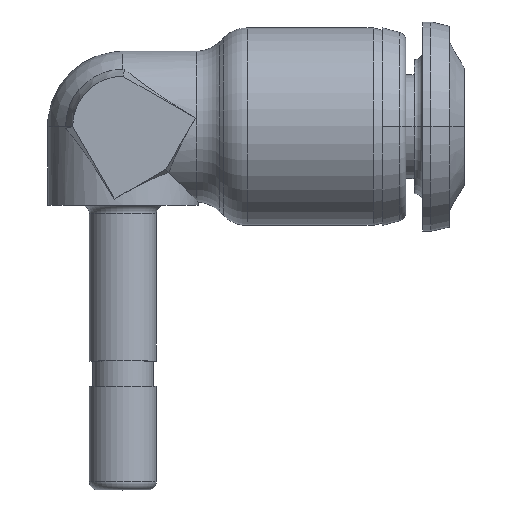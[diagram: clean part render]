
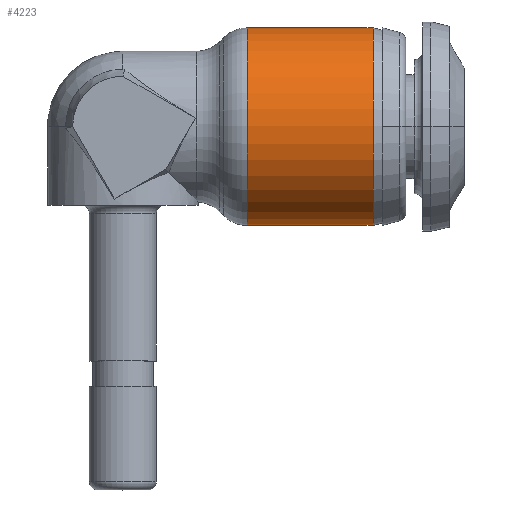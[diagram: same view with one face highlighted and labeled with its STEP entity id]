
A CAD part, top view. The second image highlights one B-rep face of the part: STEP entity #4223.
In plain terms, the highlighted cylindrical face has radius 5.9 mm (diameter 11.8 mm), a partial arc.
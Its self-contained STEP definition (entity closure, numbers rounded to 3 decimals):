
#615 = EDGE_LOOP ( 'NONE', ( #3033, #2591, #4175, #4855 ) ) ;
#701 = LINE ( 'NONE', #2711, #4202 ) ;
#733 = EDGE_CURVE ( 'NONE', #1818, #2178, #3959, .T. ) ;
#771 = CARTESIAN_POINT ( 'NONE',  ( 14.94, 5.9, 0. ) ) ;
#1090 = CARTESIAN_POINT ( 'NONE',  ( 7.428, 0., 0. ) ) ;
#1547 = DIRECTION ( 'NONE',  ( 0., 1., 0. ) ) ;
#1818 = VERTEX_POINT ( 'NONE', #771 ) ;
#2178 = VERTEX_POINT ( 'NONE', #5261 ) ;
#2376 = DIRECTION ( 'NONE',  ( 1., 0., 0. ) ) ;
#2391 = EDGE_CURVE ( 'NONE', #3444, #2178, #3107, .T. ) ;
#2506 = CARTESIAN_POINT ( 'NONE',  ( 14.94, 0., 0. ) ) ;
#2572 = CARTESIAN_POINT ( 'NONE',  ( 15.5, 0., 0. ) ) ;
#2591 = ORIENTED_EDGE ( 'NONE', *, *, #2391, .T. ) ;
#2658 = FACE_OUTER_BOUND ( 'NONE', #615, .T. ) ;
#2711 = CARTESIAN_POINT ( 'NONE',  ( 15.5, 5.9, 0. ) ) ;
#2843 = CARTESIAN_POINT ( 'NONE',  ( 7.428, -5.9, 0. ) ) ;
#2982 = DIRECTION ( 'NONE',  ( 0., 1., 0. ) ) ;
#3019 = CIRCLE ( 'NONE', #4433, 5.9 ) ;
#3033 = ORIENTED_EDGE ( 'NONE', *, *, #3541, .T. ) ;
#3047 = DIRECTION ( 'NONE',  ( 1., 0., 0. ) ) ;
#3107 = LINE ( 'NONE', #5055, #4151 ) ;
#3444 = VERTEX_POINT ( 'NONE', #2843 ) ;
#3541 = EDGE_CURVE ( 'NONE', #3667, #3444, #3019, .T. ) ;
#3612 = AXIS2_PLACEMENT_3D ( 'NONE', #2572, #3047, #5735 ) ;
#3667 = VERTEX_POINT ( 'NONE', #3689 ) ;
#3689 = CARTESIAN_POINT ( 'NONE',  ( 7.428, 5.9, 0. ) ) ;
#3719 = CYLINDRICAL_SURFACE ( 'NONE', #3612, 5.9 ) ;
#3959 = CIRCLE ( 'NONE', #4418, 5.9 ) ;
#4151 = VECTOR ( 'NONE', #5508, 1000. ) ;
#4175 = ORIENTED_EDGE ( 'NONE', *, *, #733, .F. ) ;
#4202 = VECTOR ( 'NONE', #2376, 1000. ) ;
#4223 = ADVANCED_FACE ( 'NONE', ( #2658 ), #3719, .T. ) ;
#4272 = DIRECTION ( 'NONE',  ( 1., 0., 0. ) ) ;
#4418 = AXIS2_PLACEMENT_3D ( 'NONE', #2506, #5669, #2982 ) ;
#4433 = AXIS2_PLACEMENT_3D ( 'NONE', #1090, #4272, #1547 ) ;
#4702 = EDGE_CURVE ( 'NONE', #3667, #1818, #701, .T. ) ;
#4855 = ORIENTED_EDGE ( 'NONE', *, *, #4702, .F. ) ;
#5055 = CARTESIAN_POINT ( 'NONE',  ( 15.5, -5.9, 0. ) ) ;
#5261 = CARTESIAN_POINT ( 'NONE',  ( 14.94, -5.9, 0. ) ) ;
#5508 = DIRECTION ( 'NONE',  ( 1., 0., 0. ) ) ;
#5669 = DIRECTION ( 'NONE',  ( 1., 0., 0. ) ) ;
#5735 = DIRECTION ( 'NONE',  ( 0., 1., 0. ) ) ;
